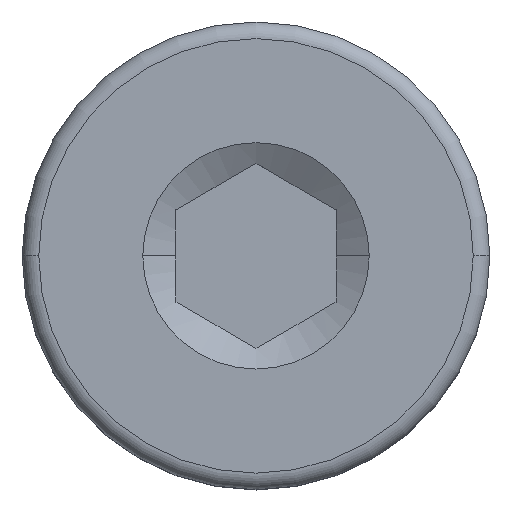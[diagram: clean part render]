
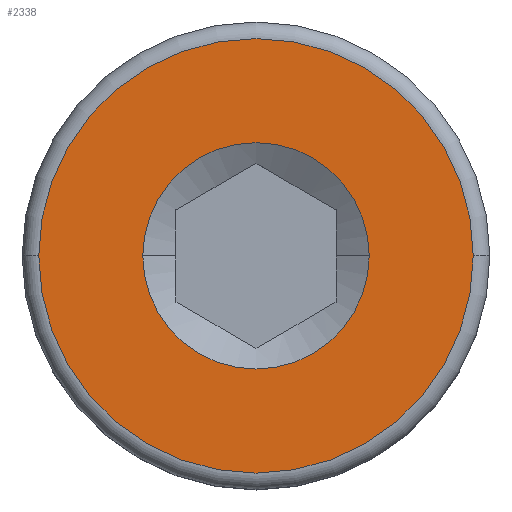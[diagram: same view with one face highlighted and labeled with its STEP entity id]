
A CAD part, top view. The second image highlights one B-rep face of the part: STEP entity #2338.
In plain terms, the highlighted planar face has unit normal (0, 0, 1).
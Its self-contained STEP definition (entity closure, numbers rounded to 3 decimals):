
#14 = FACE_BOUND ( 'NONE', #1803, .T. ) ;
#201 = CARTESIAN_POINT ( 'NONE',  ( 0., 0., 4.675 ) ) ;
#337 = DIRECTION ( 'NONE',  ( 0., 0., 1. ) ) ;
#471 = CIRCLE ( 'NONE', #3571, 1.765 ) ;
#543 = CIRCLE ( 'NONE', #3045, 0.92 ) ;
#571 = ORIENTED_EDGE ( 'NONE', *, *, #3734, .F. ) ;
#760 = DIRECTION ( 'NONE',  ( -1., 0., 0. ) ) ;
#854 = DIRECTION ( 'NONE',  ( 0., 0., 1. ) ) ;
#910 = EDGE_CURVE ( 'NONE', #2310, #2419, #3954, .T. ) ;
#1064 = DIRECTION ( 'NONE',  ( 0., 0., -1. ) ) ;
#1252 = CARTESIAN_POINT ( 'NONE',  ( -1.765, 0., 4.675 ) ) ;
#1532 = DIRECTION ( 'NONE',  ( 0., 0., -1. ) ) ;
#1557 = EDGE_CURVE ( 'NONE', #3303, #4522, #3873, .T. ) ;
#1656 = DIRECTION ( 'NONE',  ( 1., 0., 0. ) ) ;
#1733 = CARTESIAN_POINT ( 'NONE',  ( 0., 0., 4.675 ) ) ;
#1803 = EDGE_LOOP ( 'NONE', ( #4512, #571 ) ) ;
#1826 = CARTESIAN_POINT ( 'NONE',  ( 1.765, 0., 4.675 ) ) ;
#2173 = CARTESIAN_POINT ( 'NONE',  ( 0., 1.765, 4.675 ) ) ;
#2218 = AXIS2_PLACEMENT_3D ( 'NONE', #2173, #3613, #3637 ) ;
#2310 = VERTEX_POINT ( 'NONE', #4410 ) ;
#2335 = CARTESIAN_POINT ( 'NONE',  ( 0., 0., 4.675 ) ) ;
#2338 = ADVANCED_FACE ( 'NONE', ( #14, #3980 ), #3329, .T. ) ;
#2419 = VERTEX_POINT ( 'NONE', #2973 ) ;
#2690 = DIRECTION ( 'NONE',  ( -1., 0., 0. ) ) ;
#2706 = EDGE_LOOP ( 'NONE', ( #4099, #3313 ) ) ;
#2790 = EDGE_CURVE ( 'NONE', #4522, #3303, #471, .T. ) ;
#2971 = CARTESIAN_POINT ( 'NONE',  ( 0., 0., 4.675 ) ) ;
#2973 = CARTESIAN_POINT ( 'NONE',  ( -0.92, 0., 4.675 ) ) ;
#3045 = AXIS2_PLACEMENT_3D ( 'NONE', #2335, #337, #3949 ) ;
#3303 = VERTEX_POINT ( 'NONE', #1826 ) ;
#3313 = ORIENTED_EDGE ( 'NONE', *, *, #1557, .F. ) ;
#3329 = PLANE ( 'NONE',  #2218 ) ;
#3343 = AXIS2_PLACEMENT_3D ( 'NONE', #2971, #1532, #2690 ) ;
#3571 = AXIS2_PLACEMENT_3D ( 'NONE', #1733, #1064, #760 ) ;
#3613 = DIRECTION ( 'NONE',  ( 0., 0., 1. ) ) ;
#3637 = DIRECTION ( 'NONE',  ( 1., 0., 0. ) ) ;
#3642 = AXIS2_PLACEMENT_3D ( 'NONE', #201, #854, #1656 ) ;
#3734 = EDGE_CURVE ( 'NONE', #2419, #2310, #543, .T. ) ;
#3873 = CIRCLE ( 'NONE', #3343, 1.765 ) ;
#3949 = DIRECTION ( 'NONE',  ( 1., 0., 0. ) ) ;
#3954 = CIRCLE ( 'NONE', #3642, 0.92 ) ;
#3980 = FACE_OUTER_BOUND ( 'NONE', #2706, .T. ) ;
#4099 = ORIENTED_EDGE ( 'NONE', *, *, #2790, .F. ) ;
#4410 = CARTESIAN_POINT ( 'NONE',  ( 0.92, 0., 4.675 ) ) ;
#4512 = ORIENTED_EDGE ( 'NONE', *, *, #910, .F. ) ;
#4522 = VERTEX_POINT ( 'NONE', #1252 ) ;
